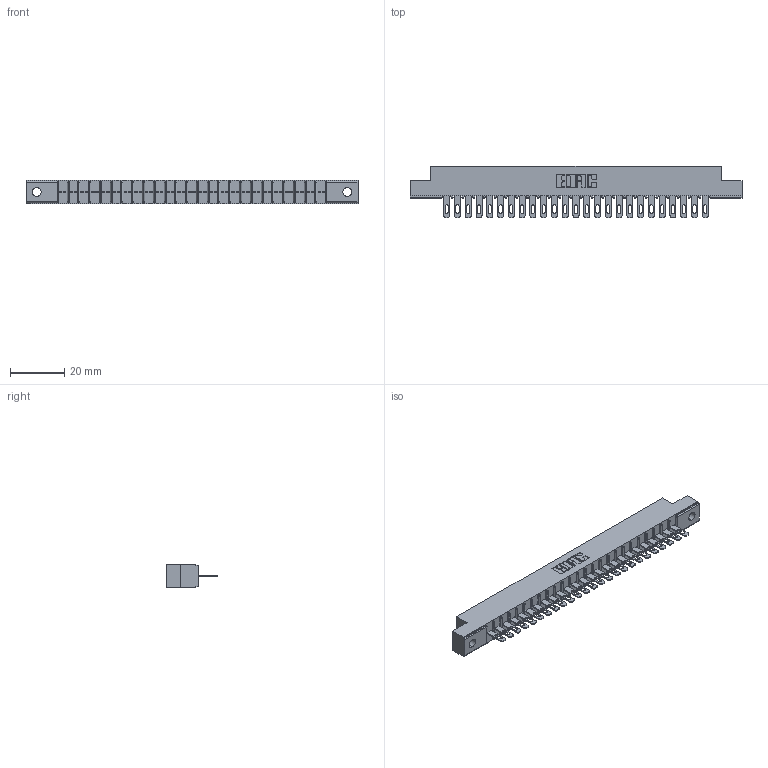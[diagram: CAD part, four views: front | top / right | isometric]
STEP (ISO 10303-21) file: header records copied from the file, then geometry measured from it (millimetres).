
FILE_DESCRIPTION (( 'STEP AP203' ), '1' );
FILE_NAME ('356-025-400-102.STEP', '2020-09-23T16:41:24', ( '' ), ( '' ), 'SwSTEP 2.0', 'SolidWorks 2020', '' );
FILE_SCHEMA (( 'CONFIG_CONTROL_DESIGN' ));
Length unit declared in the file: inch
Products named in the file (3): 306-290-001_100; 356-025-400-102; 306 Part_.128 Dia
Assembly tree (26 placements, depth 2):
  356-025-400-102
    306 Part_.128 Dia
    306-290-001_100  x25
Bounding box: 122.07 x 18.87 x 8.71 mm (x, y, z)
Volume: 8401.8 mm3; surface area: 12662.3 mm2
Topology: 26 solids, 26 shells, 2016 faces, 5691 edges, 3658 vertices
Faces by surface type: plane 1318, cylinder 598, sphere 100
Entity records: 25682 total; most frequent: CARTESIAN_POINT 4310, ORIENTED_EDGE 4270, DIRECTION 4253, EDGE_CURVE 2135, LINE 1659, VECTOR 1659, VERTEX_POINT 1354, AXIS2_PLACEMENT_3D 1297
